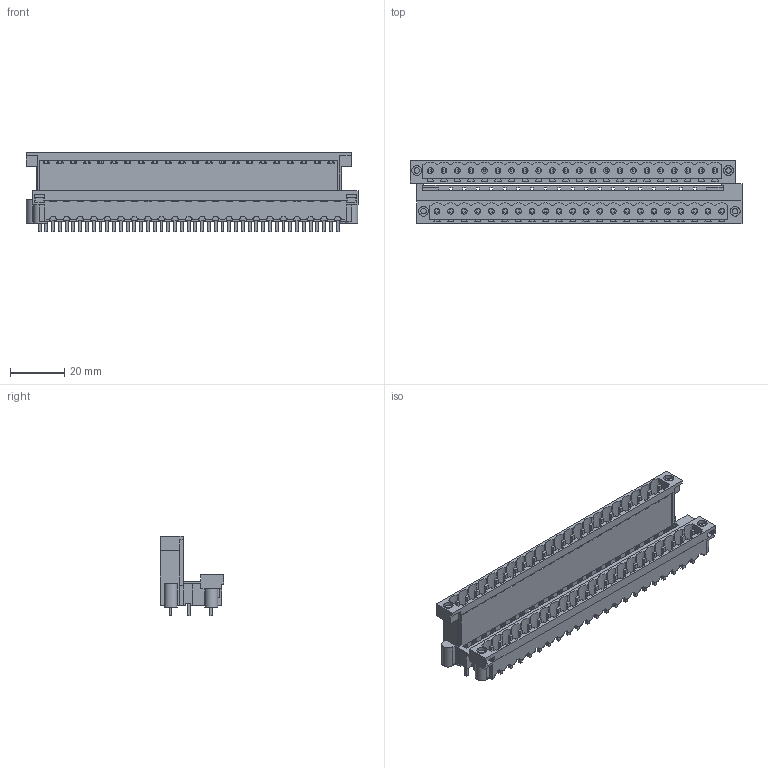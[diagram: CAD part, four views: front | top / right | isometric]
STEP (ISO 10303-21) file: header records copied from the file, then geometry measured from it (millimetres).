
FILE_DESCRIPTION(('CATIA V5 STEP Exchange','CAx-IF Rec.Pracs.--- Model Styling and Organization---1.2---2011-12-15'),'2;1');
FILE_NAME ('D1458355_0_1883330000_1883330000.stp','2018-03-30T11:53:57+00:00',('none'),('Weidmueller'),'CATIA Version 5-6 Release 2014','CATIA V5 STEP AP214','none');
FILE_SCHEMA(('AUTOMOTIVE_DESIGN { 1 0 10303 214 1 1 1 1 }'));
Products named in the file (1): 1883330000
Bounding box: 122.5 x 23.43 x 29.36 mm (x, y, z)
Volume: 19731.9 mm3; surface area: 31490.7 mm2
Topology: 51 solids, 51 shells, 1743 faces, 5371 edges, 3669 vertices
Faces by surface type: plane 1554, cylinder 189
Entity records: 58818 total; most frequent: CARTESIAN_POINT 10811, ORIENTED_EDGE 10742, DIRECTION 7827, EDGE_CURVE 5371, VECTOR 4863, LINE 4863, VERTEX_POINT 3669, EDGE_LOOP 1922
